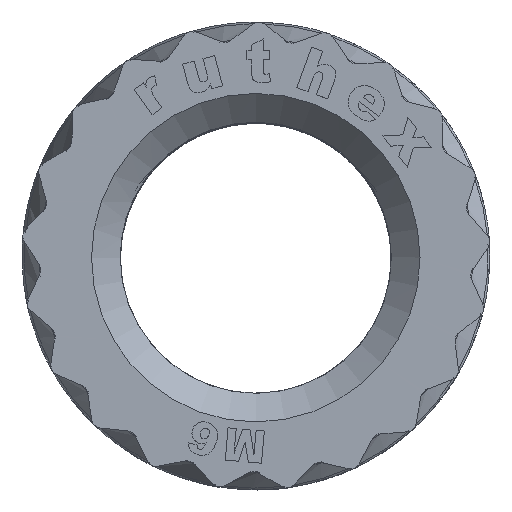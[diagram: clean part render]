
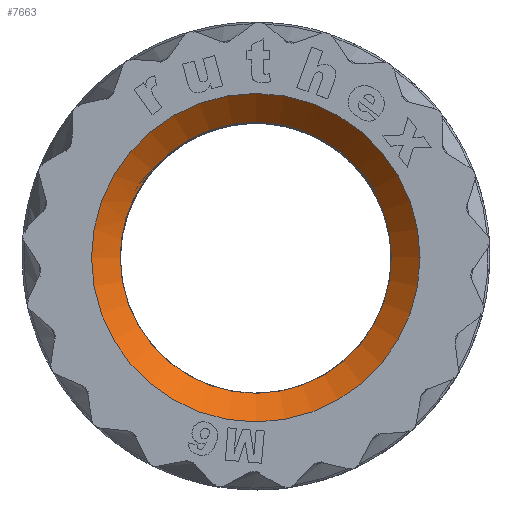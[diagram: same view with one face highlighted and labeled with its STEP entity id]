
A CAD part, top view. The second image highlights one B-rep face of the part: STEP entity #7663.
In plain terms, the highlighted conical face has half-angle 45 degrees and reference radius 2.784 mm.
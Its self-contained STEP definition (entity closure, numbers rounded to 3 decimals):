
#19=CONICAL_SURFACE('',#7965,2.784,0.785);
#537=FACE_OUTER_BOUND('',#904,.T.);
#904=EDGE_LOOP('',(#5961,#5962,#5963,#5964,#5965,#5966));
#1089=CIRCLE('',#7871,2.518);
#1092=CIRCLE('',#7959,3.05);
#1093=CIRCLE('',#7963,2.518);
#1094=CIRCLE('',#7964,2.518);
#2365=LINE('',#14087,#2661);
#2661=VECTOR('',#8495,2.784);
#2693=VERTEX_POINT('',#9073);
#2694=VERTEX_POINT('',#9087);
#3083=VERTEX_POINT('',#12984);
#3084=VERTEX_POINT('',#13642);
#3645=EDGE_CURVE('',#2694,#2693,#1089,.T.);
#4183=EDGE_CURVE('',#3083,#3083,#1092,.T.);
#4190=EDGE_CURVE('',#3084,#2694,#1093,.T.);
#4191=EDGE_CURVE('',#2693,#3084,#1094,.T.);
#4194=EDGE_CURVE('',#3083,#3084,#2365,.T.);
#5961=ORIENTED_EDGE('',*,*,#4183,.F.);
#5962=ORIENTED_EDGE('',*,*,#4194,.T.);
#5963=ORIENTED_EDGE('',*,*,#4190,.T.);
#5964=ORIENTED_EDGE('',*,*,#3645,.T.);
#5965=ORIENTED_EDGE('',*,*,#4191,.T.);
#5966=ORIENTED_EDGE('',*,*,#4194,.F.);
#7663=ADVANCED_FACE('',(#537),#19,.F.);
#7871=AXIS2_PLACEMENT_3D('',#9088,#8027,#8028);
#7959=AXIS2_PLACEMENT_3D('',#12985,#8481,#8482);
#7963=AXIS2_PLACEMENT_3D('',#13643,#8489,#8490);
#7964=AXIS2_PLACEMENT_3D('',#13644,#8491,#8492);
#7965=AXIS2_PLACEMENT_3D('',#14086,#8493,#8494);
#8027=DIRECTION('center_axis',(0.,0.,-1.));
#8028=DIRECTION('ref_axis',(1.,0.,0.));
#8481=DIRECTION('center_axis',(0.,0.,-1.));
#8482=DIRECTION('ref_axis',(1.,0.,0.));
#8489=DIRECTION('center_axis',(0.,0.,-1.));
#8490=DIRECTION('ref_axis',(1.,0.,0.));
#8491=DIRECTION('center_axis',(0.,0.,-1.));
#8492=DIRECTION('ref_axis',(1.,0.,0.));
#8493=DIRECTION('center_axis',(0.,0.,1.));
#8494=DIRECTION('ref_axis',(1.,0.,0.));
#8495=DIRECTION('',(0.707,0.,-0.707));
#9073=CARTESIAN_POINT('',(1.91,1.603,-0.533));
#9087=CARTESIAN_POINT('',(-1.921,1.606,-0.532));
#9088=CARTESIAN_POINT('Origin',(-0.004,-0.033,
-0.533));
#12984=CARTESIAN_POINT('',(-3.054,-0.033,0.));
#12985=CARTESIAN_POINT('Origin',(-0.004,-0.033,
0.));
#13642=CARTESIAN_POINT('',(-2.521,-0.033,-0.533));
#13643=CARTESIAN_POINT('Origin',(-0.004,-0.033,
-0.533));
#13644=CARTESIAN_POINT('Origin',(-0.004,-0.033,
-0.533));
#14086=CARTESIAN_POINT('Origin',(-0.004,-0.033,
-0.266));
#14087=CARTESIAN_POINT('',(-2.787,-0.033,-0.266));
